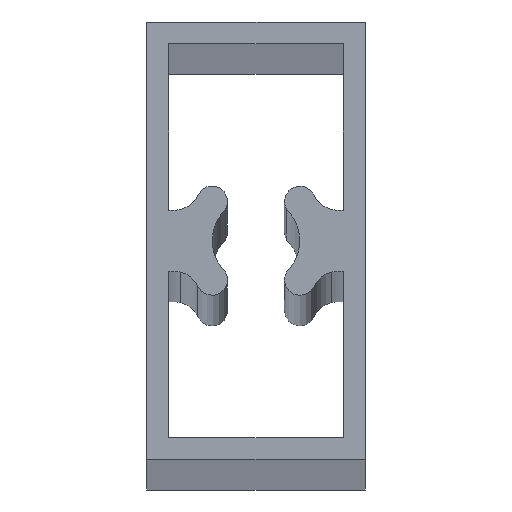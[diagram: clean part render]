
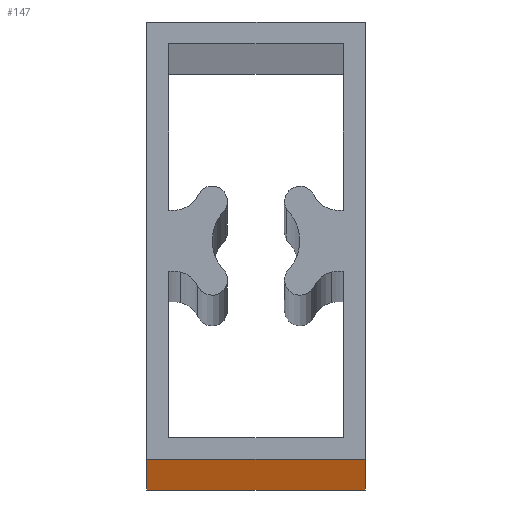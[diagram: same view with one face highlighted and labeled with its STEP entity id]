
A CAD part, top view. The second image highlights one B-rep face of the part: STEP entity #147.
In plain terms, the highlighted planar face has unit normal (0, -1, 0).
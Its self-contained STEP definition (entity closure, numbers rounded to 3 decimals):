
#46 = VERTEX_POINT ( 'NONE', #734 ) ;
#79 = VERTEX_POINT ( 'NONE', #498 ) ;
#128 = ORIENTED_EDGE ( 'NONE', *, *, #822, .F. ) ;
#131 = AXIS2_PLACEMENT_3D ( 'NONE', #319, #934, #243 ) ;
#147 = ADVANCED_FACE ( 'NONE', ( #552 ), #929, .F. ) ;
#160 = CARTESIAN_POINT ( 'NONE',  ( -5., -10., 400. ) ) ;
#166 = LINE ( 'NONE', #160, #950 ) ;
#195 = VECTOR ( 'NONE', #423, 1000. ) ;
#218 = EDGE_CURVE ( 'NONE', #418, #79, #915, .T. ) ;
#224 = CARTESIAN_POINT ( 'NONE',  ( -5., -10., 400. ) ) ;
#243 = DIRECTION ( 'NONE',  ( 0., 0., 1. ) ) ;
#319 = CARTESIAN_POINT ( 'NONE',  ( -5., -10., 400. ) ) ;
#321 = CARTESIAN_POINT ( 'NONE',  ( -5., -10., -400. ) ) ;
#333 = LINE ( 'NONE', #641, #421 ) ;
#339 = ORIENTED_EDGE ( 'NONE', *, *, #218, .F. ) ;
#361 = EDGE_CURVE ( 'NONE', #418, #849, #166, .T. ) ;
#418 = VERTEX_POINT ( 'NONE', #454 ) ;
#421 = VECTOR ( 'NONE', #785, 1000. ) ;
#423 = DIRECTION ( 'NONE',  ( 0., 0., -1. ) ) ;
#454 = CARTESIAN_POINT ( 'NONE',  ( -5., -10., 400. ) ) ;
#470 = EDGE_LOOP ( 'NONE', ( #638, #128, #339, #889 ) ) ;
#498 = CARTESIAN_POINT ( 'NONE',  ( 5., -10., 400. ) ) ;
#540 = DIRECTION ( 'NONE',  ( 1., 0., 0. ) ) ;
#552 = FACE_OUTER_BOUND ( 'NONE', #470, .T. ) ;
#638 = ORIENTED_EDGE ( 'NONE', *, *, #825, .T. ) ;
#641 = CARTESIAN_POINT ( 'NONE',  ( -5., -10., -400. ) ) ;
#686 = DIRECTION ( 'NONE',  ( 0., 0., -1. ) ) ;
#725 = VECTOR ( 'NONE', #540, 1000. ) ;
#734 = CARTESIAN_POINT ( 'NONE',  ( 5., -10., -400. ) ) ;
#785 = DIRECTION ( 'NONE',  ( 1., 0., 0. ) ) ;
#822 = EDGE_CURVE ( 'NONE', #79, #46, #874, .T. ) ;
#825 = EDGE_CURVE ( 'NONE', #849, #46, #333, .T. ) ;
#849 = VERTEX_POINT ( 'NONE', #321 ) ;
#874 = LINE ( 'NONE', #935, #195 ) ;
#889 = ORIENTED_EDGE ( 'NONE', *, *, #361, .T. ) ;
#915 = LINE ( 'NONE', #224, #725 ) ;
#929 = PLANE ( 'NONE',  #131 ) ;
#934 = DIRECTION ( 'NONE',  ( 0., 1., 0. ) ) ;
#935 = CARTESIAN_POINT ( 'NONE',  ( 5., -10., 400. ) ) ;
#950 = VECTOR ( 'NONE', #686, 1000. ) ;
